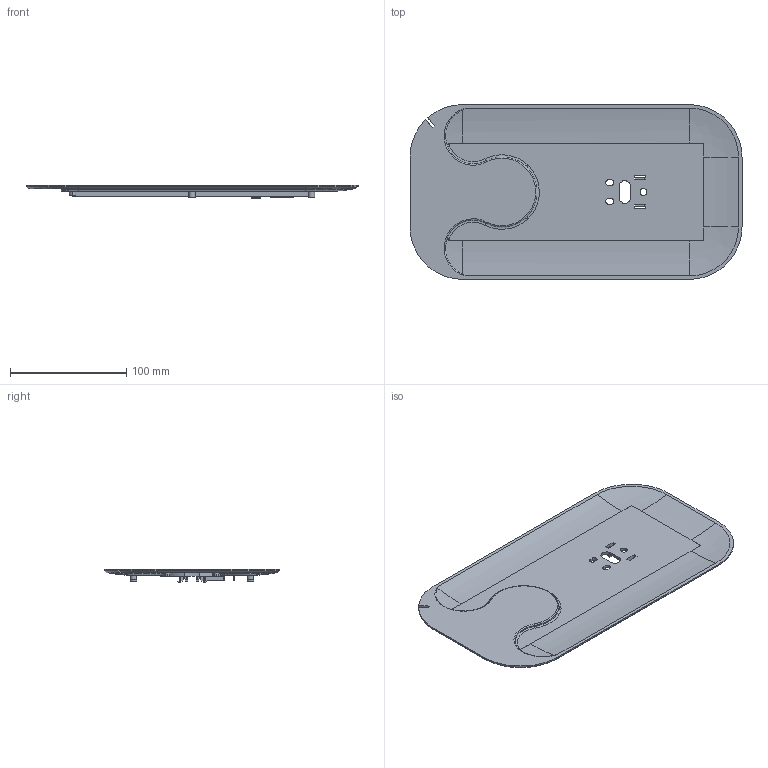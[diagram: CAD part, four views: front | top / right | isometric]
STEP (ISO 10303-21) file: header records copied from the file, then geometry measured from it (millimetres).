
FILE_DESCRIPTION((''),'2;1');
FILE_NAME('BASE_TOP_PLATE_41','2021-06-29T',('User'),(''),'CREO PARAMETRIC BY PTC INC, 2014350','CREO PARAMETRIC BY PTC INC, 2014350','');
FILE_SCHEMA(('AUTOMOTIVE_DESIGN { 1 0 10303 214 1 1 1 1 }'));
Length unit declared in the file: millimetre
Products named in the file (1): BASE_TOP_PLATE_41
Bounding box: 285 x 150 x 11.3 mm (x, y, z)
Volume: 106472.9 mm3; surface area: 92107.8 mm2
Topology: 1 solids, 1 shells, 284 faces, 774 edges, 520 vertices
Faces by surface type: plane 149, cylinder 96, torus 15, bspline 10, cone 9, revolution 3, extrusion 2
Entity records: 12269 total; most frequent: CARTESIAN_POINT 2531, ORIENTED_EDGE 1548, DIRECTION 1533, PRESENTATION_STYLE_ASSIGNMENT 775, STYLED_ITEM 775, CURVE_STYLE 774, EDGE_CURVE 774, AXIS2_PLACEMENT_3D 549
